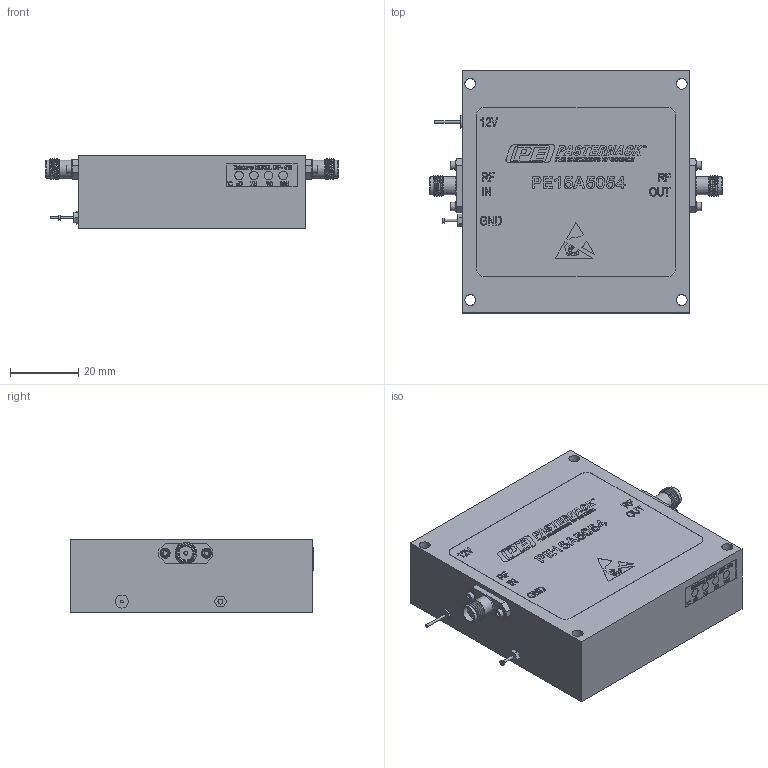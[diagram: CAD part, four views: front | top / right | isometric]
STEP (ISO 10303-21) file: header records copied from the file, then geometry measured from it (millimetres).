
FILE_DESCRIPTION (( 'STEP AP214' ), '1' );
FILE_NAME ('PE15A5054_3D.STEP', '2022-03-29T22:20:27', ( '' ), ( '' ), 'SwSTEP 2.0', 'SolidWorks 2021', '' );
FILE_SCHEMA (( 'AUTOMOTIVE_DESIGN' ));
Length unit declared in the file: inch
Products named in the file (1): PE15A5054_3D
Bounding box: 85.95 x 71.17 x 21.64 mm (x, y, z)
Volume: 102657.1 mm3; surface area: 17227.9 mm2
Topology: 1 solids, 7 shells, 1532 faces, 4000 edges, 2649 vertices
Faces by surface type: plane 904, bspline 448, cylinder 133, cone 45, torus 2
Full cylindrical faces by diameter (mm): 0.622 x1, 0.638 x1, 0.762 x2, 0.914 x2, 1.168 x2, 1.27 x2, 1.455 x1, 1.524 x12, 1.854 x4, 2.438 x4, 2.54 x4, 2.92 x1, 2.946 x4, 3.175 x4, 3.81 x1, 4.521 x2, 5.08 x2, 5.334 x4
Entity records: 71901 total; most frequent: CARTESIAN_POINT 37828, ORIENTED_EDGE 7756, DIRECTION 5369, EDGE_CURVE 3878, VECTOR 2621, LINE 2621, VERTEX_POINT 2601, EDGE_LOOP 1769
